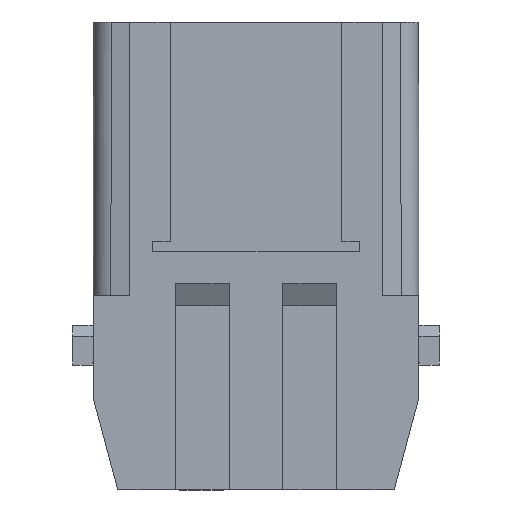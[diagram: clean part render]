
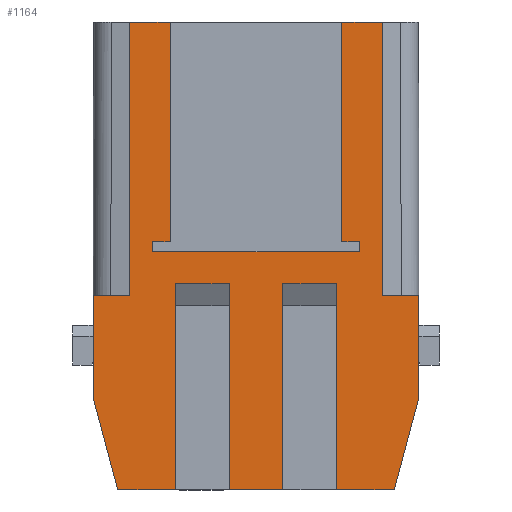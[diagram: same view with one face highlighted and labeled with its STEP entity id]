
A CAD part, left-side view. The second image highlights one B-rep face of the part: STEP entity #1164.
In plain terms, the highlighted planar face has unit normal (-1, 0, 0).
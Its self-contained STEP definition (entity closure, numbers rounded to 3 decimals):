
#858=FACE_OUTER_BOUND('',#1830,.T.);
#1164=ADVANCED_FACE('',(#858),#1418,.T.);
#1418=PLANE('',#8191);
#1830=EDGE_LOOP('',(#2908,#2909,#2910,#2911,#2912,#2913,#2914,#2915,#2916,
#2917,#2918,#2919,#2920,#2921,#2922,#2923,#2924,#2925,#2926,#2927,#2928,
#2929,#2930,#2931,#2932,#2933,#2934,#2935,#2936,#2937));
#2908=ORIENTED_EDGE('',*,*,#4988,.T.);
#2909=ORIENTED_EDGE('',*,*,#4628,.T.);
#2910=ORIENTED_EDGE('',*,*,#4767,.F.);
#2911=ORIENTED_EDGE('',*,*,#4630,.T.);
#2912=ORIENTED_EDGE('',*,*,#4989,.T.);
#2913=ORIENTED_EDGE('',*,*,#4640,.T.);
#2914=ORIENTED_EDGE('',*,*,#4765,.F.);
#2915=ORIENTED_EDGE('',*,*,#4641,.T.);
#2916=ORIENTED_EDGE('',*,*,#4678,.T.);
#2917=ORIENTED_EDGE('',*,*,#4990,.F.);
#2918=ORIENTED_EDGE('',*,*,#4918,.T.);
#2919=ORIENTED_EDGE('',*,*,#4936,.T.);
#2920=ORIENTED_EDGE('',*,*,#4939,.T.);
#2921=ORIENTED_EDGE('',*,*,#4991,.F.);
#2922=ORIENTED_EDGE('',*,*,#4992,.T.);
#2923=ORIENTED_EDGE('',*,*,#4993,.T.);
#2924=ORIENTED_EDGE('',*,*,#4994,.T.);
#2925=ORIENTED_EDGE('',*,*,#4680,.T.);
#2926=ORIENTED_EDGE('',*,*,#4995,.T.);
#2927=ORIENTED_EDGE('',*,*,#4996,.T.);
#2928=ORIENTED_EDGE('',*,*,#4997,.T.);
#2929=ORIENTED_EDGE('',*,*,#4998,.F.);
#2930=ORIENTED_EDGE('',*,*,#4999,.T.);
#2931=ORIENTED_EDGE('',*,*,#5000,.T.);
#2932=ORIENTED_EDGE('',*,*,#4983,.T.);
#2933=ORIENTED_EDGE('',*,*,#5001,.F.);
#2934=ORIENTED_EDGE('',*,*,#4700,.T.);
#2935=ORIENTED_EDGE('',*,*,#4615,.T.);
#2936=ORIENTED_EDGE('',*,*,#4769,.F.);
#2937=ORIENTED_EDGE('',*,*,#4618,.T.);
#3980=VERTEX_POINT('',#10933);
#3981=VERTEX_POINT('',#10935);
#3983=VERTEX_POINT('',#10940);
#3984=VERTEX_POINT('',#10942);
#3988=VERTEX_POINT('',#10952);
#3993=VERTEX_POINT('',#10961);
#3995=VERTEX_POINT('',#10966);
#3996=VERTEX_POINT('',#10968);
#4000=VERTEX_POINT('',#10978);
#4005=VERTEX_POINT('',#10987);
#4006=VERTEX_POINT('',#10991);
#4007=VERTEX_POINT('',#10992);
#4034=VERTEX_POINT('',#11060);
#4035=VERTEX_POINT('',#11064);
#4036=VERTEX_POINT('',#11066);
#4050=VERTEX_POINT('',#11103);
#4196=VERTEX_POINT('',#11782);
#4197=VERTEX_POINT('',#11783);
#4211=VERTEX_POINT('',#11819);
#4213=VERTEX_POINT('',#11825);
#4245=VERTEX_POINT('',#11911);
#4246=VERTEX_POINT('',#11913);
#4249=VERTEX_POINT('',#11929);
#4250=VERTEX_POINT('',#11931);
#4251=VERTEX_POINT('',#11933);
#4252=VERTEX_POINT('',#11936);
#4253=VERTEX_POINT('',#11938);
#4254=VERTEX_POINT('',#11940);
#4255=VERTEX_POINT('',#11942);
#4256=VERTEX_POINT('',#11944);
#4615=EDGE_CURVE('',#3981,#3980,#6206,.T.);
#4618=EDGE_CURVE('',#3984,#3983,#6209,.T.);
#4628=EDGE_CURVE('',#3988,#3993,#6219,.T.);
#4630=EDGE_CURVE('',#3996,#3995,#6221,.T.);
#4640=EDGE_CURVE('',#4000,#4005,#6231,.T.);
#4641=EDGE_CURVE('',#4006,#4007,#6232,.T.);
#4678=EDGE_CURVE('',#4007,#4034,#6269,.T.);
#4680=EDGE_CURVE('',#4036,#4035,#6271,.T.);
#4700=EDGE_CURVE('',#4050,#3981,#6291,.T.);
#4765=EDGE_CURVE('',#4006,#4005,#6332,.T.);
#4767=EDGE_CURVE('',#3996,#3993,#6334,.T.);
#4769=EDGE_CURVE('',#3984,#3980,#6336,.T.);
#4918=EDGE_CURVE('',#4196,#4197,#6418,.T.);
#4936=EDGE_CURVE('',#4197,#4211,#6434,.T.);
#4939=EDGE_CURVE('',#4211,#4213,#6437,.T.);
#4983=EDGE_CURVE('',#4246,#4245,#6479,.T.);
#4988=EDGE_CURVE('',#3983,#3988,#6482,.T.);
#4989=EDGE_CURVE('',#3995,#4000,#6483,.T.);
#4990=EDGE_CURVE('',#4196,#4034,#6484,.T.);
#4991=EDGE_CURVE('',#4249,#4213,#6485,.T.);
#4992=EDGE_CURVE('',#4249,#4250,#6486,.T.);
#4993=EDGE_CURVE('',#4250,#4251,#6487,.T.);
#4994=EDGE_CURVE('',#4251,#4036,#6488,.T.);
#4995=EDGE_CURVE('',#4035,#4252,#6489,.T.);
#4996=EDGE_CURVE('',#4252,#4253,#6490,.T.);
#4997=EDGE_CURVE('',#4253,#4254,#6491,.T.);
#4998=EDGE_CURVE('',#4255,#4254,#6492,.T.);
#4999=EDGE_CURVE('',#4255,#4256,#6493,.T.);
#5000=EDGE_CURVE('',#4256,#4246,#6494,.T.);
#5001=EDGE_CURVE('',#4050,#4245,#6495,.T.);
#6206=LINE('',#10934,#7034);
#6209=LINE('',#10941,#7037);
#6219=LINE('',#10962,#7047);
#6221=LINE('',#10967,#7049);
#6231=LINE('',#10988,#7059);
#6232=LINE('',#10990,#7060);
#6269=LINE('',#11061,#7097);
#6271=LINE('',#11065,#7099);
#6291=LINE('',#11102,#7119);
#6332=LINE('',#11273,#7160);
#6334=LINE('',#11275,#7162);
#6336=LINE('',#11277,#7164);
#6418=LINE('',#11781,#7268);
#6434=LINE('',#11820,#7284);
#6437=LINE('',#11826,#7287);
#6479=LINE('',#11912,#7329);
#6482=LINE('',#11925,#7332);
#6483=LINE('',#11926,#7333);
#6484=LINE('',#11927,#7334);
#6485=LINE('',#11928,#7335);
#6486=LINE('',#11930,#7336);
#6487=LINE('',#11932,#7337);
#6488=LINE('',#11934,#7338);
#6489=LINE('',#11935,#7339);
#6490=LINE('',#11937,#7340);
#6491=LINE('',#11939,#7341);
#6492=LINE('',#11941,#7342);
#6493=LINE('',#11943,#7343);
#6494=LINE('',#11945,#7344);
#6495=LINE('',#11946,#7345);
#7034=VECTOR('',#8723,1.);
#7037=VECTOR('',#8728,1.);
#7047=VECTOR('',#8740,1.);
#7049=VECTOR('',#8744,1.);
#7059=VECTOR('',#8756,1.);
#7060=VECTOR('',#8759,1.);
#7097=VECTOR('',#8806,1.);
#7099=VECTOR('',#8810,1.);
#7119=VECTOR('',#8836,1.);
#7160=VECTOR('',#8963,1.);
#7162=VECTOR('',#8965,1.);
#7164=VECTOR('',#8967,1.);
#7268=VECTOR('',#9181,1.);
#7284=VECTOR('',#9203,1.);
#7287=VECTOR('',#9208,1.);
#7329=VECTOR('',#9266,1.);
#7332=VECTOR('',#9275,1.);
#7333=VECTOR('',#9276,1.);
#7334=VECTOR('',#9277,1.);
#7335=VECTOR('',#9278,1.);
#7336=VECTOR('',#9279,1.);
#7337=VECTOR('',#9280,1.);
#7338=VECTOR('',#9281,1.);
#7339=VECTOR('',#9282,1.);
#7340=VECTOR('',#9283,1.);
#7341=VECTOR('',#9284,1.);
#7342=VECTOR('',#9285,1.);
#7343=VECTOR('',#9286,1.);
#7344=VECTOR('',#9287,1.);
#7345=VECTOR('',#9288,1.);
#8191=AXIS2_PLACEMENT_3D('',#11947,#9289,#9290);
#8723=DIRECTION('',(0.,-0.259,-0.966));
#8728=DIRECTION('',(0.,0.,1.));
#8740=DIRECTION('',(0.,0.,-1.));
#8744=DIRECTION('',(0.,0.,1.));
#8756=DIRECTION('',(0.,0.,-1.));
#8759=DIRECTION('',(0.,-0.259,0.966));
#8806=DIRECTION('',(0.,0.,1.));
#8810=DIRECTION('',(0.,1.,0.));
#8836=DIRECTION('',(0.,0.,-1.));
#8963=DIRECTION('',(0.,1.,0.));
#8965=DIRECTION('',(0.,1.,0.));
#8967=DIRECTION('',(0.,1.,0.));
#9181=DIRECTION('',(0.,0.002,1.));
#9203=DIRECTION('',(0.,1.,0.));
#9208=DIRECTION('',(0.,0.,1.));
#9266=DIRECTION('',(0.,0.002,-1.));
#9275=DIRECTION('',(0.,-1.,0.));
#9276=DIRECTION('',(0.,-1.,0.));
#9277=DIRECTION('',(0.,1.,0.));
#9278=DIRECTION('',(0.,-1.,0.));
#9279=DIRECTION('',(0.,0.,-1.));
#9280=DIRECTION('',(0.,-1.,0.));
#9281=DIRECTION('',(0.,0.,-1.));
#9282=DIRECTION('',(0.,0.,1.));
#9283=DIRECTION('',(0.,-1.,0.));
#9284=DIRECTION('',(0.,0.,1.));
#9285=DIRECTION('',(0.,-1.,0.));
#9286=DIRECTION('',(0.,0.,-1.));
#9287=DIRECTION('',(0.,1.,0.));
#9288=DIRECTION('',(0.,1.,0.));
#9289=DIRECTION('',(-1.,0.,0.));
#9290=DIRECTION('',(0.,-1.,0.));
#10933=CARTESIAN_POINT('',(-7.3,12.899,-11.65));
#10934=CARTESIAN_POINT('',(-7.3,15.15,-3.25));
#10935=CARTESIAN_POINT('',(-7.3,15.15,-3.25));
#10940=CARTESIAN_POINT('',(-7.3,7.5,7.6));
#10941=CARTESIAN_POINT('',(-7.3,7.5,-10.45));
#10942=CARTESIAN_POINT('',(-7.3,7.5,-11.65));
#10952=CARTESIAN_POINT('',(-7.3,2.5,7.6));
#10961=CARTESIAN_POINT('',(-7.3,2.5,-11.65));
#10962=CARTESIAN_POINT('',(-7.3,2.5,8.3));
#10966=CARTESIAN_POINT('',(-7.3,-2.5,7.6));
#10967=CARTESIAN_POINT('',(-7.3,-2.5,-10.45));
#10968=CARTESIAN_POINT('',(-7.3,-2.5,-11.65));
#10978=CARTESIAN_POINT('',(-7.3,-7.5,7.6));
#10987=CARTESIAN_POINT('',(-7.3,-7.5,-11.65));
#10988=CARTESIAN_POINT('',(-7.3,-7.5,8.3));
#10990=CARTESIAN_POINT('',(-7.3,-13.221,-10.45));
#10991=CARTESIAN_POINT('',(-7.3,-12.899,-11.65));
#10992=CARTESIAN_POINT('',(-7.3,-15.15,-3.25));
#11060=CARTESIAN_POINT('',(-7.3,-15.15,0.25));
#11061=CARTESIAN_POINT('',(-7.3,-15.15,-3.25));
#11064=CARTESIAN_POINT('',(-7.3,9.65,10.55));
#11065=CARTESIAN_POINT('',(-7.3,-7.8,10.55));
#11066=CARTESIAN_POINT('',(-7.3,-9.65,10.55));
#11102=CARTESIAN_POINT('',(-7.3,15.15,0.25));
#11103=CARTESIAN_POINT('',(-7.3,15.15,0.25));
#11273=CARTESIAN_POINT('',(-7.3,16.108,-11.65));
#11275=CARTESIAN_POINT('',(-7.3,16.108,-11.65));
#11277=CARTESIAN_POINT('',(-7.3,16.108,-11.65));
#11781=CARTESIAN_POINT('',(-7.3,-15.2,0.3));
#11782=CARTESIAN_POINT('',(-7.3,-15.2,0.25));
#11783=CARTESIAN_POINT('',(-7.3,-15.19,6.5));
#11819=CARTESIAN_POINT('',(-7.3,-11.8,6.5));
#11820=CARTESIAN_POINT('',(-7.3,-14.326,6.5));
#11825=CARTESIAN_POINT('',(-7.3,-11.8,32.));
#11826=CARTESIAN_POINT('',(-7.3,-11.8,32.));
#11911=CARTESIAN_POINT('',(-7.3,15.2,0.25));
#11912=CARTESIAN_POINT('',(-7.3,15.192,5.5));
#11913=CARTESIAN_POINT('',(-7.3,15.19,6.5));
#11925=CARTESIAN_POINT('',(-7.3,7.3,7.6));
#11926=CARTESIAN_POINT('',(-7.3,-2.7,7.6));
#11927=CARTESIAN_POINT('',(-7.3,-15.2,0.25));
#11928=CARTESIAN_POINT('',(-7.3,15.33,32.));
#11929=CARTESIAN_POINT('',(-7.3,-8.,32.));
#11930=CARTESIAN_POINT('',(-7.3,-8.,31.));
#11931=CARTESIAN_POINT('',(-7.3,-8.,11.5));
#11932=CARTESIAN_POINT('',(-7.3,-8.,11.5));
#11933=CARTESIAN_POINT('',(-7.3,-9.65,11.5));
#11934=CARTESIAN_POINT('',(-7.3,-9.65,11.5));
#11935=CARTESIAN_POINT('',(-7.3,9.65,0.3));
#11936=CARTESIAN_POINT('',(-7.3,9.65,11.5));
#11937=CARTESIAN_POINT('',(-7.3,9.65,11.5));
#11938=CARTESIAN_POINT('',(-7.3,8.,11.5));
#11939=CARTESIAN_POINT('',(-7.3,8.,11.5));
#11940=CARTESIAN_POINT('',(-7.3,8.,32.));
#11941=CARTESIAN_POINT('',(-7.3,15.908,32.));
#11942=CARTESIAN_POINT('',(-7.3,11.8,32.));
#11943=CARTESIAN_POINT('',(-7.3,11.8,32.));
#11944=CARTESIAN_POINT('',(-7.3,11.8,6.5));
#11945=CARTESIAN_POINT('',(-7.3,11.624,6.5));
#11946=CARTESIAN_POINT('',(-7.3,9.65,0.25));
#11947=CARTESIAN_POINT('',(-7.3,15.33,-0.7));
